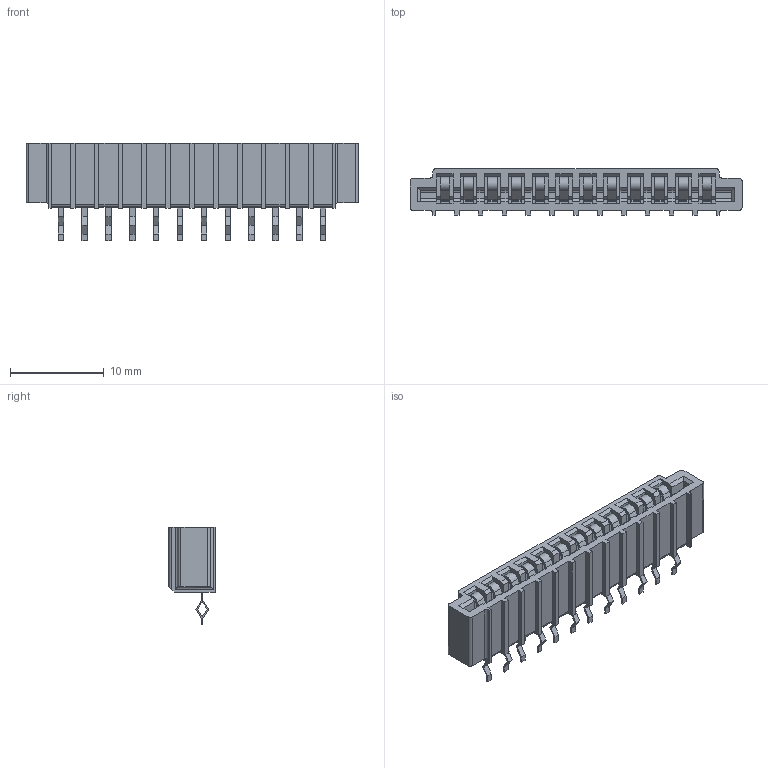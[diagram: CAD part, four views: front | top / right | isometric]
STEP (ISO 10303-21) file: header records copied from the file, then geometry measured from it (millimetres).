
FILE_DESCRIPTION(('STEP AP214'),'1');
FILE_NAME('FPC-TH_12P-P2.54_L4.8-Wxx.x.stp','2024-10-28T11:01:37',(' '),(' '),'Spatial InterOp 3D',' ',' ');
FILE_SCHEMA(('AUTOMOTIVE_DESIGN { 1 0 10303 214 1 1 1 1 }'));
Length unit declared in the file: metre
Products named in the file (21): Component19; Component8; FPC-TH_12P-P2.54_L4.8-Wxx.x; Component20; Component15; Component21; Component16; Component1; Component2; Component3; Component4; Component5; Component7; Component9; Component10; Component11; Component12; Component13; Component14; Component17; Component6
Assembly tree (28 placements, depth 3):
  FPC-TH_12P-P2.54_L4.8-Wxx.x
    Component19
      Component8  x3
    Component20
      Component15  x3
    Component21
      Component16  x3
    Component1
    Component2
    Component3
    Component4
    Component5
    Component7
    Component9
    Component10
    Component11
    Component12
    Component13
    Component14
    Component17
    Component6  x3
Bounding box: 35.36 x 4.93 x 10.43 mm (x, y, z)
Volume: 674.4 mm3; surface area: 2245.9 mm2
Topology: 25 solids, 25 shells, 745 faces, 2088 edges, 1382 vertices
Faces by surface type: plane 601, cylinder 144
Entity records: 20225 total; most frequent: CARTESIAN_POINT 3511, ORIENTED_EDGE 3456, DIRECTION 3214, EDGE_CURVE 1728, LINE 1524, VECTOR 1524, VERTEX_POINT 1142, AXIS2_PLACEMENT_3D 845
